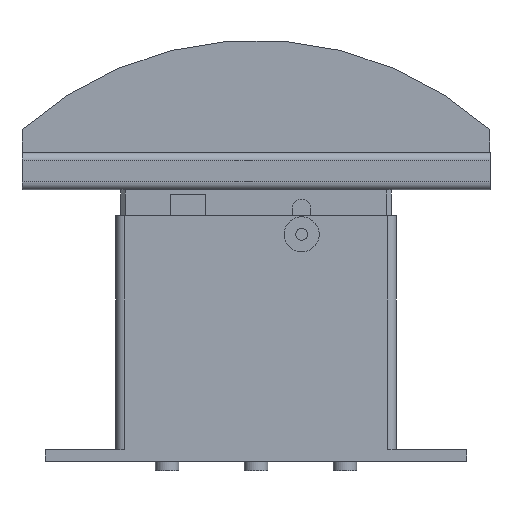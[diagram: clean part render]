
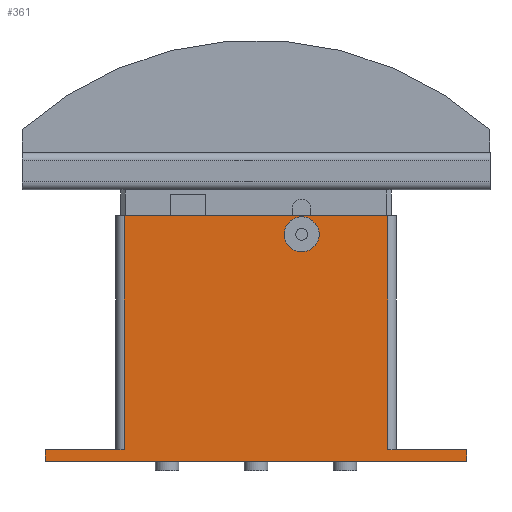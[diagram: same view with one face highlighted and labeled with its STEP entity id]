
A CAD part, front view. The second image highlights one B-rep face of the part: STEP entity #361.
In plain terms, the highlighted planar face has unit normal (0, -1, 0).
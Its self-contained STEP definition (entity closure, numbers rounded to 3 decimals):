
#361=ADVANCED_FACE('',(#726,#727),#728,.T.);
#726=FACE_BOUND('',#1094,.T.);
#727=FACE_OUTER_BOUND('',#1095,.T.);
#728=PLANE('',#1096);
#1094=EDGE_LOOP('',(#2197,#2198));
#1095=EDGE_LOOP('',(#2199,#2200,#2201,#2202,#2203,#2204,#2205,#2206));
#1096=AXIS2_PLACEMENT_3D('',#2207,#2208,#2209);
#2197=ORIENTED_EDGE('',*,*,#2662,.T.);
#2198=ORIENTED_EDGE('',*,*,#2281,.T.);
#2199=ORIENTED_EDGE('',*,*,#2707,.T.);
#2200=ORIENTED_EDGE('',*,*,#2704,.T.);
#2201=ORIENTED_EDGE('',*,*,#2626,.T.);
#2202=ORIENTED_EDGE('',*,*,#2689,.F.);
#2203=ORIENTED_EDGE('',*,*,#2711,.T.);
#2204=ORIENTED_EDGE('',*,*,#2712,.F.);
#2205=ORIENTED_EDGE('',*,*,#2713,.T.);
#2206=ORIENTED_EDGE('',*,*,#2714,.T.);
#2207=CARTESIAN_POINT('',(-45.0,-20.0,0.0));
#2208=DIRECTION('',(0.0,-1.0,0.0));
#2209=DIRECTION('',(1.0,0.0,0.0));
#2281=EDGE_CURVE('',#2750,#2747,#2751,.T.);
#2626=EDGE_CURVE('',#3280,#3281,#3282,.T.);
#2662=EDGE_CURVE('',#2747,#2750,#3325,.T.);
#2689=EDGE_CURVE('',#3356,#3281,#3358,.T.);
#2704=EDGE_CURVE('',#3378,#3280,#3379,.T.);
#2707=EDGE_CURVE('',#3382,#3378,#3383,.T.);
#2711=EDGE_CURVE('',#3356,#3388,#3389,.T.);
#2712=EDGE_CURVE('',#3390,#3388,#3391,.T.);
#2713=EDGE_CURVE('',#3390,#3392,#3393,.T.);
#2714=EDGE_CURVE('',#3392,#3382,#3394,.T.);
#2747=VERTEX_POINT('',#3434);
#2750=VERTEX_POINT('',#3438);
#2751=CIRCLE('',#3439,7.5);
#3280=VERTEX_POINT('',#4184);
#3281=VERTEX_POINT('',#4185);
#3282=LINE('',#4186,#4187);
#3325=CIRCLE('',#4238,7.5);
#3356=VERTEX_POINT('',#4276);
#3358=LINE('',#4278,#4279);
#3378=VERTEX_POINT('',#4306);
#3379=LINE('',#4307,#4308);
#3382=VERTEX_POINT('',#4311);
#3383=LINE('',#4312,#4313);
#3388=VERTEX_POINT('',#4320);
#3389=LINE('',#4321,#4322);
#3390=VERTEX_POINT('',#4323);
#3391=LINE('',#4324,#4325);
#3392=VERTEX_POINT('',#4326);
#3393=LINE('',#4327,#4328);
#3394=LINE('',#4329,#4330);
#3434=CARTESIAN_POINT('',(27.0,-20.0,97.0));
#3438=CARTESIAN_POINT('',(12.0,-20.0,97.0));
#3439=AXIS2_PLACEMENT_3D('',#4371,#4372,#4373);
#4184=CARTESIAN_POINT('',(56.4,-20.0,105.0));
#4185=CARTESIAN_POINT('',(-56.4,-20.,105.0));
#4186=CARTESIAN_POINT('',(0.0,-20.0,105.0));
#4187=VECTOR('',#4737,1.0);
#4238=AXIS2_PLACEMENT_3D('',#4794,#4795,#4796);
#4276=CARTESIAN_POINT('',(-56.4,-20.,5.0));
#4278=CARTESIAN_POINT('',(-56.4,-20.,5.0));
#4279=VECTOR('',#4828,1.0);
#4306=CARTESIAN_POINT('',(56.4,-20.0,5.0));
#4307=CARTESIAN_POINT('',(56.4,-20.0,5.0));
#4308=VECTOR('',#4842,1.0);
#4311=CARTESIAN_POINT('',(90.0,-20.0,5.0));
#4312=CARTESIAN_POINT('',(0.0,-20.0,5.0));
#4313=VECTOR('',#4846,1.0);
#4320=CARTESIAN_POINT('',(-90.0,-20.0,5.0));
#4321=CARTESIAN_POINT('',(0.0,-20.0,5.0));
#4322=VECTOR('',#4849,1.0);
#4323=CARTESIAN_POINT('',(-90.0,-20.0,0.0));
#4324=CARTESIAN_POINT('',(-90.0,-20.0,0.0));
#4325=VECTOR('',#4850,1.0);
#4326=CARTESIAN_POINT('',(90.0,-20.0,0.0));
#4327=CARTESIAN_POINT('',(0.0,-20.0,0.0));
#4328=VECTOR('',#4851,1.0);
#4329=CARTESIAN_POINT('',(90.0,-20.0,0.0));
#4330=VECTOR('',#4852,1.0);
#4371=CARTESIAN_POINT('',(19.5,-20.0,97.0));
#4372=DIRECTION('',(-0.0,1.0,0.0));
#4373=DIRECTION('',(1.0,0.0,0.0));
#4737=DIRECTION('',(-1.0,-0.0,-0.0));
#4794=CARTESIAN_POINT('',(19.5,-20.0,97.0));
#4795=DIRECTION('',(-0.0,1.0,0.0));
#4796=DIRECTION('',(1.0,0.0,0.0));
#4828=DIRECTION('',(0.0,0.0,1.0));
#4842=DIRECTION('',(0.0,0.0,1.0));
#4846=DIRECTION('',(-1.0,-0.0,-0.0));
#4849=DIRECTION('',(-1.0,-0.0,-0.0));
#4850=DIRECTION('',(0.0,0.0,1.0));
#4851=DIRECTION('',(1.0,0.0,0.0));
#4852=DIRECTION('',(0.0,0.0,1.0));
